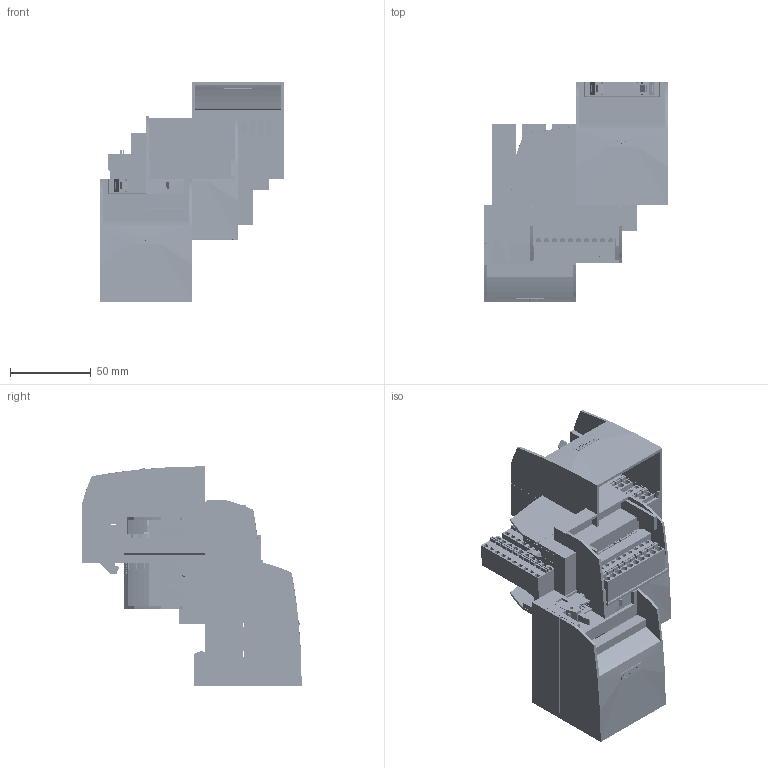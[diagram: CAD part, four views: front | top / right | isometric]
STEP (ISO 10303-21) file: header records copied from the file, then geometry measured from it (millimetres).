
FILE_DESCRIPTION( ( 'Unknown' ), '1' );
FILE_NAME( '6es79240cc200ac0_001_stp.stp', 'Unknown', ( 'Unknown' ), ( 'Unknown' ), 'PSStep 13.0', 'Unknown', ' ' );
FILE_SCHEMA( ( 'AUTOMOTIVE_DESIGN { 1 0 10303 214 1 1 1 1 }' ) );
Length unit declared in the file: millimetre
Products named in the file (56): 6es79240cc200ac0_001; Assem1; Device_G2CR-oa1_4; Motherboard-8bit_TP2_3_A-oa0_4; PCB 8bit_TP2_3_A_6; FCI-71918-116BLF_9; SAURO MCQxx001 Block 3x10_0; C98130-A7800-C011CR_5; C98130-A7800-C012CR_5; SIEMENS-Kleber-17x4,5_12; C98130-A7800-C013.CR_5; C98130-A7800-X265_0
Bounding box: 114 x 136 x 136 mm (x, y, z)
Volume: 452892.6 mm3; surface area: 322728.1 mm2
Topology: 170 solids, 170 shells, 9103 faces, 22376 edges, 15097 vertices
Faces by surface type: plane 7451, cylinder 1303, extrusion 349
Full cylindrical faces by diameter (mm): 0.4 x300, 0.5 x10, 1.02 x80, 1.4 x495, 4 x158
Entity records: 81297 total; most frequent: CARTESIAN_POINT 16511, ORIENTED_EDGE 9424, DIRECTION 9111, EDGE_CURVE 4712, VECTOR 4053, LINE 3938, VERTEX_POINT 3282, EDGE_LOOP 2838
